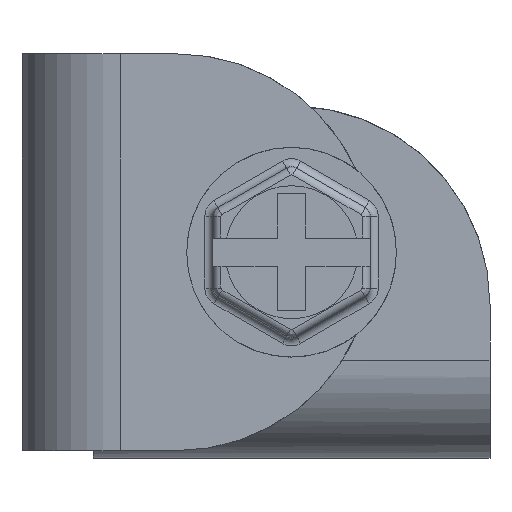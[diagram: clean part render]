
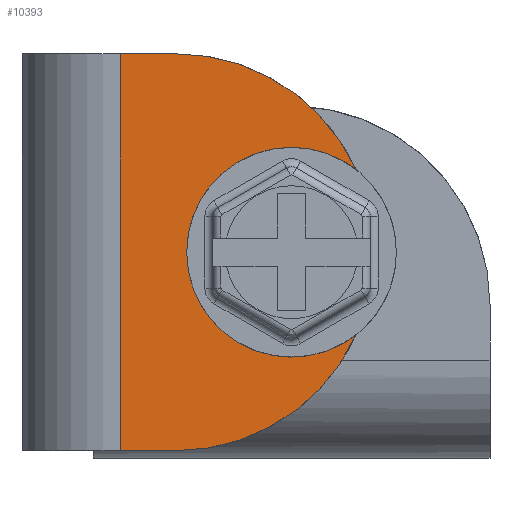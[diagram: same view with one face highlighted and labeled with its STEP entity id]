
A CAD part, front view. The second image highlights one B-rep face of the part: STEP entity #10393.
In plain terms, the highlighted planar face has unit normal (0, -1, 0).
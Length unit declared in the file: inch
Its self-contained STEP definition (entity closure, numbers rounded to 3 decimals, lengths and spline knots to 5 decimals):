
#930=DIRECTION('',(0.,0.,-1.));
#931=VECTOR('',#930,0.98425);
#932=CARTESIAN_POINT('',(0.24409,-4.14079,
0.49213));
#933=LINE('',#932,#931);
#948=CARTESIAN_POINT('',(0.66929,-4.14079,0.));
#949=DIRECTION('',(0.,-1.,0.));
#950=DIRECTION('',(-1.,0.,0.));
#951=AXIS2_PLACEMENT_3D('',#948,#949,#950);
#953=CARTESIAN_POINT('',(0.38189,-4.14079,0.));
#954=DIRECTION('',(0.,-1.,0.));
#955=DIRECTION('',(0.,0.,-1.));
#956=AXIS2_PLACEMENT_3D('',#953,#954,#955);
#958=DIRECTION('',(1.,0.,0.));
#959=VECTOR('',#958,0.1378);
#960=CARTESIAN_POINT('',(0.24409,-4.14079,
-0.49213));
#961=LINE('',#960,#959);
#962=DIRECTION('',(-1.,0.,0.));
#963=VECTOR('',#962,0.1378);
#964=CARTESIAN_POINT('',(0.38189,-4.14079,
0.49213));
#965=LINE('',#964,#963);
#966=CARTESIAN_POINT('',(0.38189,-4.14079,0.));
#967=DIRECTION('',(0.,-1.,0.));
#968=DIRECTION('',(0.909,0.,0.416));
#969=AXIS2_PLACEMENT_3D('',#966,#967,#968);
#971=CARTESIAN_POINT('',(0.66929,-4.14079,0.));
#972=DIRECTION('',(0.,-1.,0.));
#973=DIRECTION('',(0.616,0.,0.788));
#974=AXIS2_PLACEMENT_3D('',#971,#972,#973);
#8327=CARTESIAN_POINT('',(0.24409,-4.14079,
-0.49213));
#8328=CARTESIAN_POINT('',(0.38189,-4.14079,
-0.49213));
#8329=VERTEX_POINT('',#8327);
#8330=VERTEX_POINT('',#8328);
#8331=CARTESIAN_POINT('',(0.38189,-4.14079,
0.49213));
#8332=CARTESIAN_POINT('',(0.24409,-4.14079,
0.49213));
#8333=VERTEX_POINT('',#8331);
#8334=VERTEX_POINT('',#8332);
#9033=CARTESIAN_POINT('',(0.40929,-4.14079,0.));
#9034=CARTESIAN_POINT('',(0.82933,-4.14079,
-0.20491));
#9035=VERTEX_POINT('',#9033);
#9036=VERTEX_POINT('',#9034);
#9037=CARTESIAN_POINT('',(0.82933,-4.14079,
0.20491));
#9038=VERTEX_POINT('',#9037);
#10374=CARTESIAN_POINT('',(0.16535,-4.14079,
0.25827));
#10375=DIRECTION('',(0.,-1.,0.));
#10376=DIRECTION('',(0.,0.,-1.));
#10377=AXIS2_PLACEMENT_3D('',#10374,#10375,#10376);
#10378=PLANE('',#10377);
#10380=ORIENTED_EDGE('',*,*,#10379,.T.);
#10382=ORIENTED_EDGE('',*,*,#10381,.F.);
#10383=ORIENTED_EDGE('',*,*,#9244,.F.);
#10384=ORIENTED_EDGE('',*,*,#10366,.F.);
#10386=ORIENTED_EDGE('',*,*,#10385,.F.);
#10388=ORIENTED_EDGE('',*,*,#10387,.F.);
#10390=ORIENTED_EDGE('',*,*,#10389,.T.);
#10391=EDGE_LOOP('',(#10380,#10382,#10383,#10384,#10386,#10388,#10390));
#10392=FACE_OUTER_BOUND('',#10391,.F.);
#10393=ADVANCED_FACE('',(#10392),#10378,.T.);
#952=CIRCLE('',#951,0.26);
#957=CIRCLE('',#956,0.49213);
#970=CIRCLE('',#969,0.49213);
#975=CIRCLE('',#974,0.26);
#9244=EDGE_CURVE('',#8329,#8330,#961,.T.);
#10366=EDGE_CURVE('',#8334,#8329,#933,.T.);
#10379=EDGE_CURVE('',#9035,#9036,#952,.T.);
#10381=EDGE_CURVE('',#8330,#9036,#957,.T.);
#10385=EDGE_CURVE('',#8333,#8334,#965,.T.);
#10387=EDGE_CURVE('',#9038,#8333,#970,.T.);
#10389=EDGE_CURVE('',#9038,#9035,#975,.T.);
